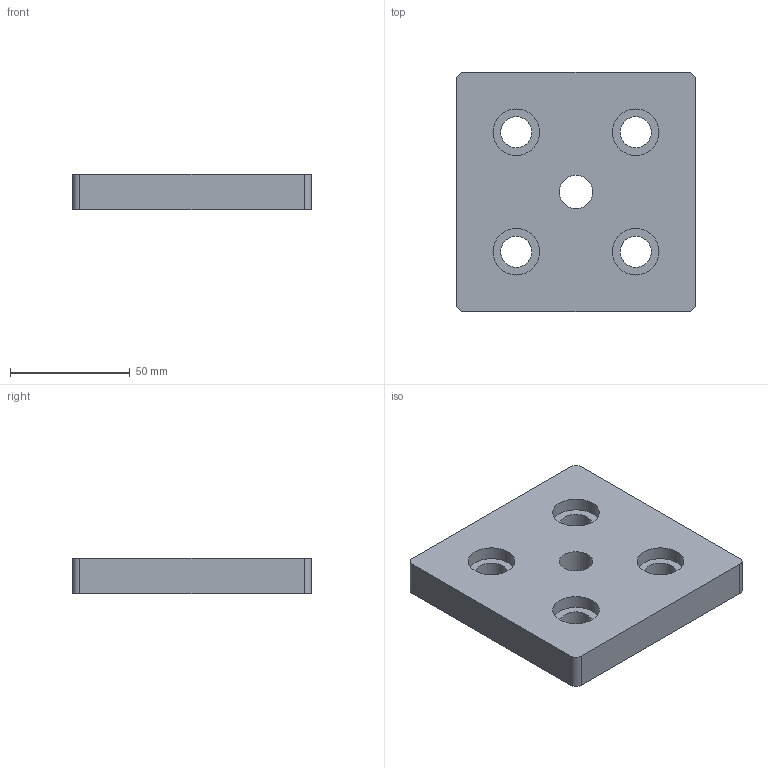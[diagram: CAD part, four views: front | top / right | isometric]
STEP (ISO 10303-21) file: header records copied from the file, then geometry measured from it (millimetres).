
FILE_DESCRIPTION (( 'STEP AP214' ), '1' );
FILE_NAME ('084.405.021.STEP', '2015-09-04T07:03:42', ( '' ), ( '' ), 'SwSTEP 2.0', 'SolidWorks 2012', '' );
FILE_SCHEMA (( 'AUTOMOTIVE_DESIGN' ));
Length unit declared in the file: millimetre
Products named in the file (1): 084.405.021
Bounding box: 100 x 100 x 15 mm (x, y, z)
Volume: 135961 mm3; surface area: 28097 mm2
Topology: 1 solids, 1 shells, 23 faces, 52 edges, 35 vertices
Faces by surface type: cylinder 13, plane 10
Full cylindrical faces by diameter (mm): 13 x4, 14 x1, 19.5 x4
Entity records: 671 total; most frequent: DIRECTION 116, CARTESIAN_POINT 100, ORIENTED_EDGE 84, AXIS2_PLACEMENT_3D 50, EDGE_LOOP 46, EDGE_CURVE 42, VERTEX_POINT 34, FACE_OUTER_BOUND 32
